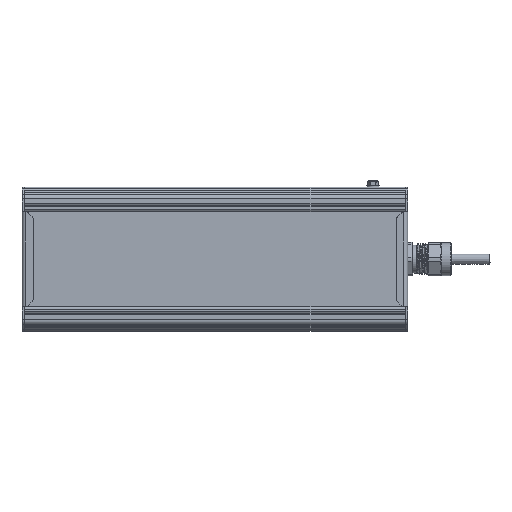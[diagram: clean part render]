
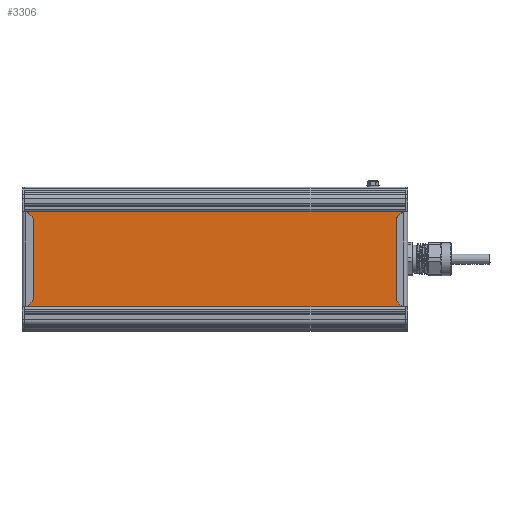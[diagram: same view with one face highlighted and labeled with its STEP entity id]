
A CAD part, front view. The second image highlights one B-rep face of the part: STEP entity #3306.
In plain terms, the highlighted face is planar.
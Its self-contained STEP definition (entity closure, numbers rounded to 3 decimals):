
#3306=ADVANCED_FACE('',(#12173),#12175,.T.);
#12173=FACE_BOUND('',#12174,.T.);
#12174=EDGE_LOOP('',(#36777,#36778,#36779,#36780));
#12175=PLANE('',#12176);
#12176=AXIS2_PLACEMENT_3D('',#12177,#12178,#12179);
#12177=CARTESIAN_POINT('',(120.465,593.492,117.308));
#12178=DIRECTION('',(0.,0.,-1.));
#12179=DIRECTION('',(0.,1.,0.));
#36777=ORIENTED_EDGE('',*,*,#41954,.T.);
#36778=ORIENTED_EDGE('',*,*,#41953,.T.);
#36779=ORIENTED_EDGE('',*,*,#41955,.F.);
#36780=ORIENTED_EDGE('',*,*,#41956,.F.);
#41953=EDGE_CURVE('',#45608,#45613,#45615,.T.);
#41954=EDGE_CURVE('',#45616,#45608,#45617,.T.);
#41955=EDGE_CURVE('',#45618,#45613,#45619,.T.);
#41956=EDGE_CURVE('',#45616,#45618,#45620,.T.);
#45608=VERTEX_POINT('',#56521);
#45613=VERTEX_POINT('',#56530);
#45615=LINE('',#56534,#56535);
#45616=VERTEX_POINT('',#56537);
#45617=LINE('',#56538,#56539);
#45618=VERTEX_POINT('',#56541);
#45619=LINE('',#56542,#56543);
#45620=LINE('',#56545,#56546);
#56521=CARTESIAN_POINT('',(120.465,679.838,117.308));
#56530=CARTESIAN_POINT('',(416.465,679.838,117.308));
#56534=CARTESIAN_POINT('',(120.465,679.838,117.308));
#56535=VECTOR('',#56536,1.);
#56536=DIRECTION('',(1.,0.,0.));
#56537=CARTESIAN_POINT('',(120.465,593.492,117.308));
#56538=CARTESIAN_POINT('',(120.465,593.492,117.308));
#56539=VECTOR('',#56540,1.);
#56540=DIRECTION('',(0.,1.,0.));
#56541=CARTESIAN_POINT('',(416.465,593.492,117.308));
#56542=CARTESIAN_POINT('',(416.465,593.492,117.308));
#56543=VECTOR('',#56544,1.);
#56544=DIRECTION('',(0.,1.,0.));
#56545=CARTESIAN_POINT('',(120.465,593.492,117.308));
#56546=VECTOR('',#56547,1.);
#56547=DIRECTION('',(1.,0.,0.));
